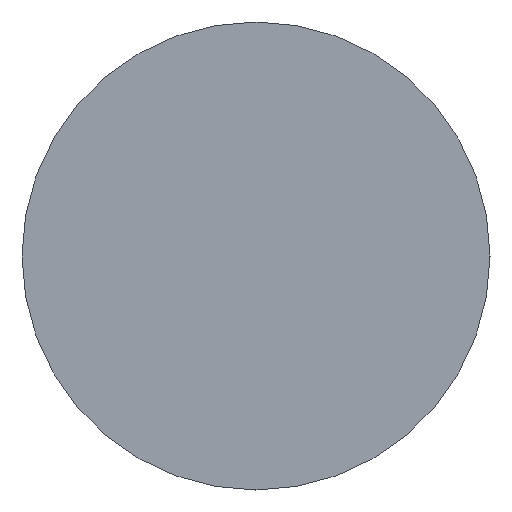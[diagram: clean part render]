
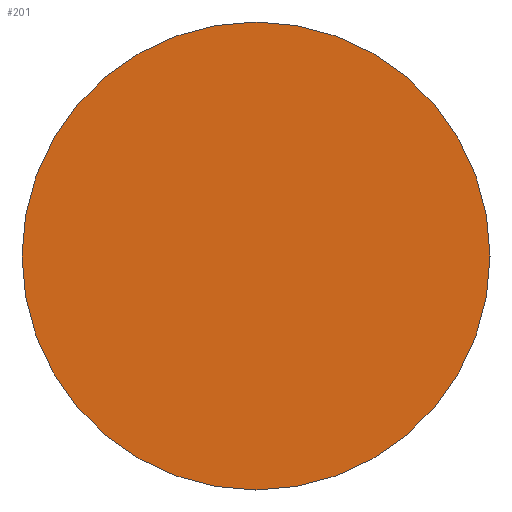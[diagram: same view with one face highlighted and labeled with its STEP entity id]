
A CAD part, left-side view. The second image highlights one B-rep face of the part: STEP entity #201.
In plain terms, the highlighted planar face has unit normal (-1, 0, 0).
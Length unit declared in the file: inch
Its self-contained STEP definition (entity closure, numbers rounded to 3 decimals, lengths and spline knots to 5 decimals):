
#15 = CIRCLE ( 'NONE', #272, 0.807 ) ;
#21 = EDGE_LOOP ( 'NONE', ( #223, #258 ) ) ;
#22 = CARTESIAN_POINT ( 'NONE',  ( -4., 0., 0. ) ) ;
#37 = EDGE_CURVE ( 'NONE', #199, #48, #63, .T. ) ;
#38 = DIRECTION ( 'NONE',  ( -1., 0., 0. ) ) ;
#45 = CARTESIAN_POINT ( 'NONE',  ( -4., 0., 0. ) ) ;
#48 = VERTEX_POINT ( 'NONE', #254 ) ;
#60 = EDGE_CURVE ( 'NONE', #48, #199, #15, .T. ) ;
#61 = CARTESIAN_POINT ( 'NONE',  ( -4., 0., 0. ) ) ;
#63 = CIRCLE ( 'NONE', #221, 0.807 ) ;
#68 = CARTESIAN_POINT ( 'NONE',  ( -4., 0., 0.807 ) ) ;
#81 = DIRECTION ( 'NONE',  ( 0., 0., 1. ) ) ;
#108 = DIRECTION ( 'NONE',  ( 0., 0., 1. ) ) ;
#110 = AXIS2_PLACEMENT_3D ( 'NONE', #45, #114, #260 ) ;
#114 = DIRECTION ( 'NONE',  ( 1., 0., 0. ) ) ;
#175 = PLANE ( 'NONE',  #110 ) ;
#199 = VERTEX_POINT ( 'NONE', #68 ) ;
#201 = ADVANCED_FACE ( 'NONE', ( #238 ), #175, .F. ) ;
#221 = AXIS2_PLACEMENT_3D ( 'NONE', #22, #38, #81 ) ;
#223 = ORIENTED_EDGE ( 'NONE', *, *, #37, .T. ) ;
#233 = DIRECTION ( 'NONE',  ( -1., 0., 0. ) ) ;
#238 = FACE_OUTER_BOUND ( 'NONE', #21, .T. ) ;
#254 = CARTESIAN_POINT ( 'NONE',  ( -4., 0., -0.807 ) ) ;
#258 = ORIENTED_EDGE ( 'NONE', *, *, #60, .T. ) ;
#260 = DIRECTION ( 'NONE',  ( 0., 0., -1. ) ) ;
#272 = AXIS2_PLACEMENT_3D ( 'NONE', #61, #233, #108 ) ;
